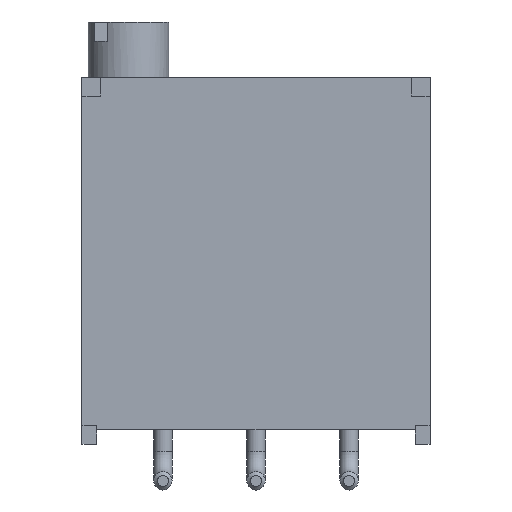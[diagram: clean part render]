
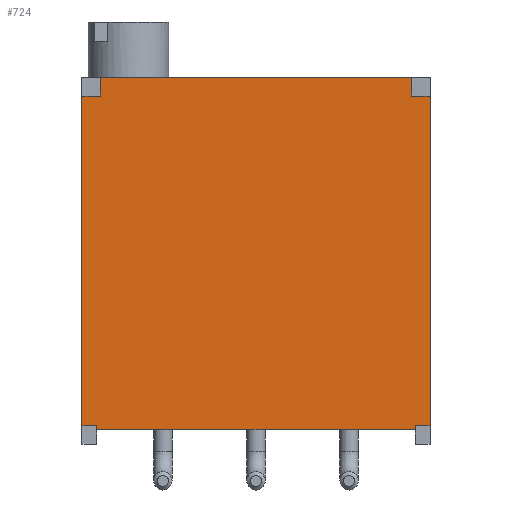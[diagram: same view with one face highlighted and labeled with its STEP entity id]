
A CAD part, front view. The second image highlights one B-rep face of the part: STEP entity #724.
In plain terms, the highlighted planar face has unit normal (0, -1, 0).
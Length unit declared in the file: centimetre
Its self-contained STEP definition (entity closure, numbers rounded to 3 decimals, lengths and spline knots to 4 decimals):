
#98=VECTOR('',#1036,1.);
#102=VECTOR('',#1041,1.);
#109=VECTOR('',#1050,1.);
#113=VECTOR('',#1055,1.);
#118=VECTOR('',#1062,1.);
#122=VECTOR('',#1067,1.);
#127=VECTOR('',#1074,1.);
#132=VECTOR('',#1081,1.);
#133=VECTOR('',#1082,1.);
#134=VECTOR('',#1083,1.);
#135=VECTOR('',#1084,1.);
#136=VECTOR('',#1085,1.);
#160=LINE('',#849,#98);
#164=LINE('',#858,#102);
#171=LINE('',#873,#109);
#175=LINE('',#881,#113);
#180=LINE('',#892,#118);
#184=LINE('',#900,#122);
#189=LINE('',#911,#127);
#194=LINE('',#921,#132);
#195=LINE('',#922,#133);
#196=LINE('',#923,#134);
#197=LINE('',#924,#135);
#198=LINE('',#925,#136);
#237=PLANE('',#780);
#274=VERTEX_POINT('',#848);
#275=VERTEX_POINT('',#850);
#278=VERTEX_POINT('',#857);
#279=VERTEX_POINT('',#859);
#284=VERTEX_POINT('',#872);
#285=VERTEX_POINT('',#874);
#287=VERTEX_POINT('',#880);
#291=VERTEX_POINT('',#891);
#292=VERTEX_POINT('',#893);
#294=VERTEX_POINT('',#899);
#298=VERTEX_POINT('',#910);
#299=VERTEX_POINT('',#912);
#353=EDGE_CURVE('',#274,#275,#160,.T.);
#357=EDGE_CURVE('',#279,#278,#164,.T.);
#364=EDGE_CURVE('',#285,#284,#171,.T.);
#368=EDGE_CURVE('',#284,#287,#175,.T.);
#373=EDGE_CURVE('',#292,#291,#180,.T.);
#377=EDGE_CURVE('',#291,#294,#184,.T.);
#382=EDGE_CURVE('',#299,#298,#189,.T.);
#387=EDGE_CURVE('',#274,#279,#194,.T.);
#388=EDGE_CURVE('',#292,#278,#195,.T.);
#389=EDGE_CURVE('',#285,#294,#196,.T.);
#390=EDGE_CURVE('',#299,#287,#197,.T.);
#391=EDGE_CURVE('',#298,#275,#198,.T.);
#492=ORIENTED_EDGE('',*,*,#387,.T.);
#493=ORIENTED_EDGE('',*,*,#357,.T.);
#494=ORIENTED_EDGE('',*,*,#388,.F.);
#495=ORIENTED_EDGE('',*,*,#373,.T.);
#496=ORIENTED_EDGE('',*,*,#377,.T.);
#497=ORIENTED_EDGE('',*,*,#389,.F.);
#498=ORIENTED_EDGE('',*,*,#364,.T.);
#499=ORIENTED_EDGE('',*,*,#368,.T.);
#500=ORIENTED_EDGE('',*,*,#390,.F.);
#501=ORIENTED_EDGE('',*,*,#382,.T.);
#502=ORIENTED_EDGE('',*,*,#391,.T.);
#503=ORIENTED_EDGE('',*,*,#353,.F.);
#623=EDGE_LOOP('',(#492,#493,#494,#495,#496,#497,#498,#499,#500,#501,#502,
#503));
#681=FACE_BOUND('',#623,.T.);
#724=ADVANCED_FACE('',(#681),#237,.F.);
#780=AXIS2_PLACEMENT_3D('',#920,#1080,$);
#848=CARTESIAN_POINT('',(0.435,-0.225,0.04));
#849=CARTESIAN_POINT('',(0.435,-0.225,0.04));
#850=CARTESIAN_POINT('',(-0.435,-0.225,0.04));
#857=CARTESIAN_POINT('',(0.475,-0.225,0.05));
#858=CARTESIAN_POINT('',(0.2275,-0.225,0.05));
#859=CARTESIAN_POINT('',(0.435,-0.225,0.05));
#872=CARTESIAN_POINT('',(-0.425,-0.225,0.95));
#873=CARTESIAN_POINT('',(-0.425,-0.225,0.737));
#874=CARTESIAN_POINT('',(-0.425,-0.225,1.));
#880=CARTESIAN_POINT('',(-0.475,-0.225,0.95));
#881=CARTESIAN_POINT('',(-0.225,-0.225,0.95));
#891=CARTESIAN_POINT('',(0.425,-0.225,0.95));
#892=CARTESIAN_POINT('',(0.225,-0.225,0.95));
#893=CARTESIAN_POINT('',(0.475,-0.225,0.95));
#899=CARTESIAN_POINT('',(0.425,-0.225,1.));
#900=CARTESIAN_POINT('',(0.425,-0.225,0.737));
#910=CARTESIAN_POINT('',(-0.435,-0.225,0.05));
#911=CARTESIAN_POINT('',(-0.2275,-0.225,0.05));
#912=CARTESIAN_POINT('',(-0.475,-0.225,0.05));
#920=CARTESIAN_POINT('',(0.,-0.225,0.4991));
#921=CARTESIAN_POINT('',(0.435,-0.225,0.262));
#922=CARTESIAN_POINT('',(0.475,-0.225,1.));
#923=CARTESIAN_POINT('',(-0.475,-0.225,1.));
#924=CARTESIAN_POINT('',(-0.475,-0.225,0.));
#925=CARTESIAN_POINT('',(-0.435,-0.225,0.262));
#1036=DIRECTION('',(-1.,0.,0.));
#1041=DIRECTION('',(1.,0.,0.));
#1050=DIRECTION('',(0.,0.,-1.));
#1055=DIRECTION('',(-1.,0.,0.));
#1062=DIRECTION('',(-1.,0.,0.));
#1067=DIRECTION('',(0.,0.,1.));
#1074=DIRECTION('',(1.,0.,0.));
#1080=DIRECTION('',(0.,1.,0.));
#1081=DIRECTION('',(0.,0.,1.));
#1082=DIRECTION('',(0.,0.,-1.));
#1083=DIRECTION('',(1.,0.,0.));
#1084=DIRECTION('',(0.,0.,1.));
#1085=DIRECTION('',(0.,0.,-1.));
